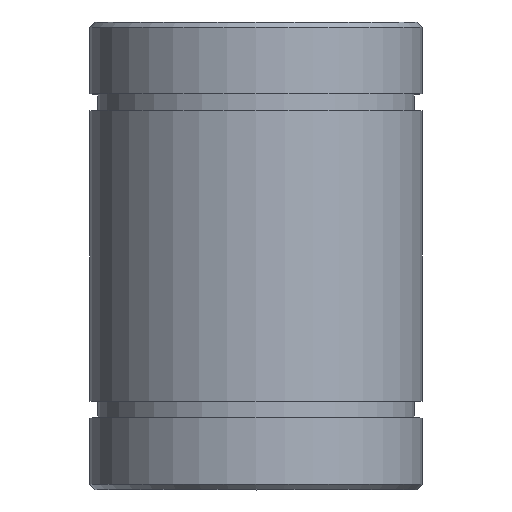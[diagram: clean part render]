
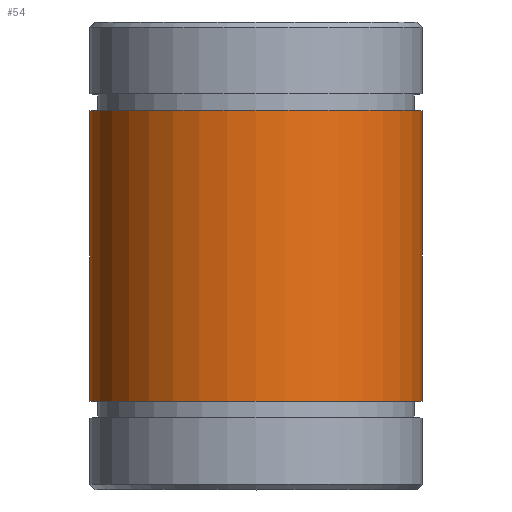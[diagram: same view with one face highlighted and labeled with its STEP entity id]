
A CAD part, top view. The second image highlights one B-rep face of the part: STEP entity #54.
In plain terms, the highlighted cylindrical face has radius 16 mm (diameter 32 mm), a full revolution.
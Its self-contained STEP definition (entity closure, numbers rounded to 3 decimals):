
#54 = ADVANCED_FACE( '', ( #117, #118 ), #119, .T. );
#117 = FACE_OUTER_BOUND( '', #188, .T. );
#118 = FACE_OUTER_BOUND( '', #189, .T. );
#119 = CYLINDRICAL_SURFACE( '', #190, 16. );
#188 = EDGE_LOOP( '', ( #267 ) );
#189 = EDGE_LOOP( '', ( #268 ) );
#190 = AXIS2_PLACEMENT_3D( '', #269, #270, #271 );
#267 = ORIENTED_EDGE( '', *, *, #340, .F. );
#268 = ORIENTED_EDGE( '', *, *, #321, .T. );
#269 = CARTESIAN_POINT( '', ( 0., -60., 0. ) );
#270 = DIRECTION( '', ( 0., 1., 0. ) );
#271 = DIRECTION( '', ( 0., 0., -1. ) );
#321 = EDGE_CURVE( '', #353, #353, #354, .T. );
#340 = EDGE_CURVE( '', #384, #384, #385, .T. );
#353 = VERTEX_POINT( '', #401 );
#354 = CIRCLE( '', #402, 16. );
#384 = VERTEX_POINT( '', #432 );
#385 = CIRCLE( '', #433, 16. );
#401 = CARTESIAN_POINT( '', ( 0., 14., -16. ) );
#402 = AXIS2_PLACEMENT_3D( '', #448, #449, #450 );
#432 = CARTESIAN_POINT( '', ( 0., -14., -16. ) );
#433 = AXIS2_PLACEMENT_3D( '', #484, #485, #486 );
#448 = CARTESIAN_POINT( '', ( 0., 14., 0. ) );
#449 = DIRECTION( '', ( 0., -1., 0. ) );
#450 = DIRECTION( '', ( 0., 0., -1. ) );
#484 = CARTESIAN_POINT( '', ( 0., -14., 0. ) );
#485 = DIRECTION( '', ( 0., -1., 0. ) );
#486 = DIRECTION( '', ( 0., 0., -1. ) );
